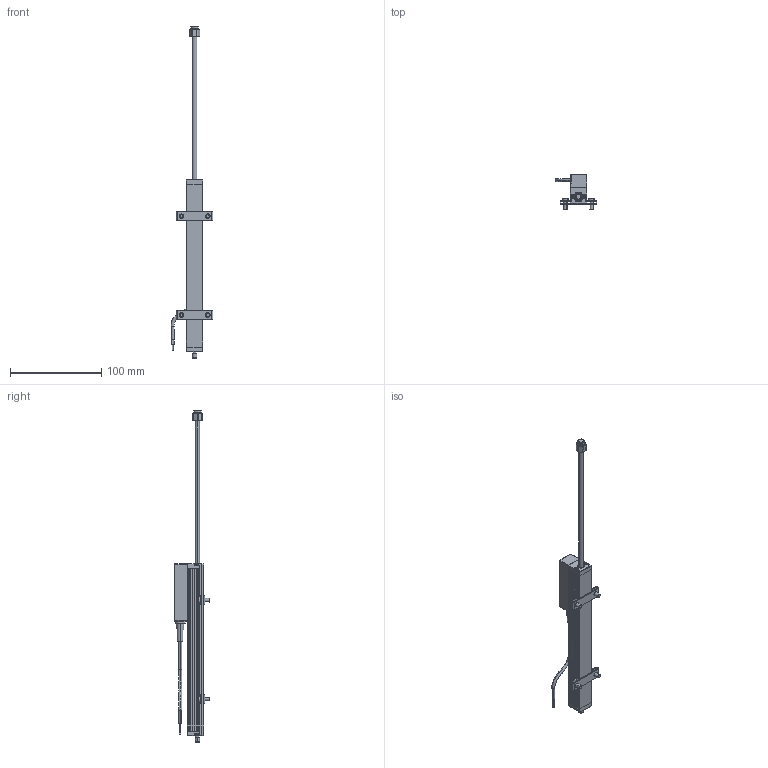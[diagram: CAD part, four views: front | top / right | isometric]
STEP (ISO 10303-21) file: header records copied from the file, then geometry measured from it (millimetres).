
FILE_DESCRIPTION (( 'STEP AP214' ), '1' );
FILE_NAME ('TE1-0150-101-411-202_ausgefahren.STEP', '2014-02-25T08:47:39', ( 'dummy' ), ( 'Hewlett-Packard Company' ), 'SwSTEP 2.0', 'SolidWorks 2013', '' );
FILE_SCHEMA (( 'AUTOMOTIVE_DESIGN' ));
Length unit declared in the file: millimetre
Products named in the file (1): TE1-0150-101-411-202_ausgefahren
Bounding box: 45.9 x 38.85 x 363 mm (x, y, z)
Surface area: 31388.6 mm2 (no closed solid volume)
Topology: 0 solids, 35 shells, 494 faces, 1586 edges, 1095 vertices
Faces by surface type: plane 228, cylinder 185, cone 52, torus 17, sphere 6, bspline 6
Entity records: 23107 total; most frequent: CARTESIAN_POINT 3781, DIRECTION 3115, ORIENTED_EDGE 2413, EDGE_CURVE 1584, AXIS2_PLACEMENT_3D 1121, VERTEX_POINT 1095, VECTOR 873, LINE 873
